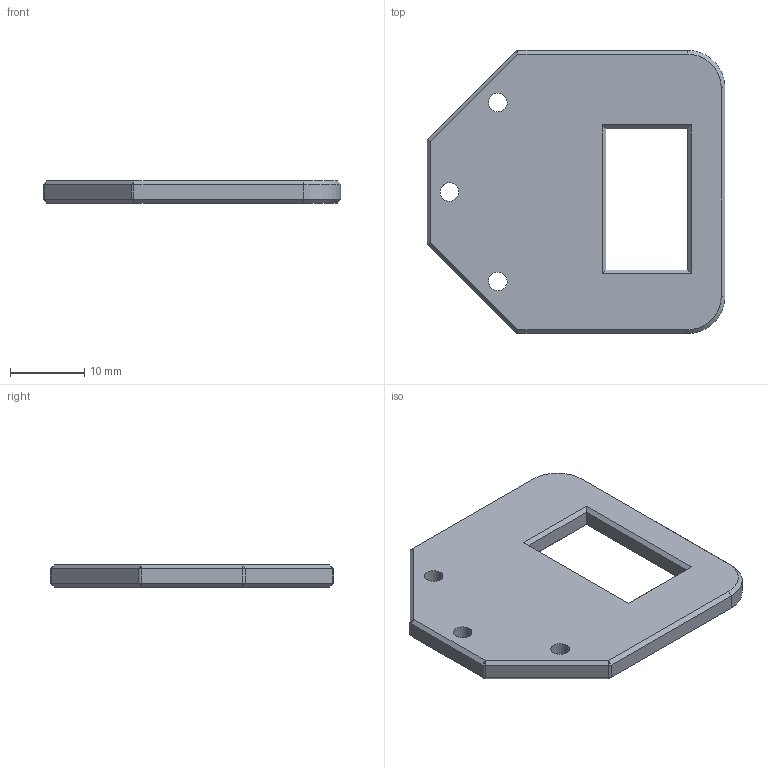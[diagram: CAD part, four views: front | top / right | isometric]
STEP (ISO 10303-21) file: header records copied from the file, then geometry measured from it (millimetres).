
FILE_DESCRIPTION(('FreeCAD Model'),'2;1');
FILE_NAME('usb_bracket.step','2020-01-27T05:19:18',('Author'),( ''),'Open CASCADE STEP processor 7.3','FreeCAD','Unknown');
FILE_SCHEMA(('AUTOMOTIVE_DESIGN { 1 0 10303 214 1 1 1 1 }'));
Length unit declared in the file: millimetre
Products named in the file (1): usb_bracket
Bounding box: 40 x 38 x 3 mm (x, y, z)
Volume: 3375.1 mm3; surface area: 2830.9 mm2
Topology: 1 solids, 1 shells, 56 faces, 130 edges, 68 vertices
Faces by surface type: plane 32, cylinder 12, cone 12
Entity records: 3461 total; most frequent: CARTESIAN_POINT 971, DIRECTION 456, LINE 282, VECTOR 282, ORIENTED_EDGE 244, PCURVE 244, DEFINITIONAL_REPRESENTATION 244, EDGE_CURVE 122
